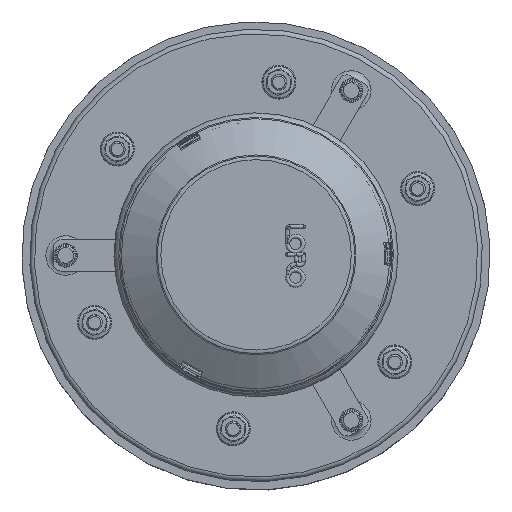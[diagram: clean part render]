
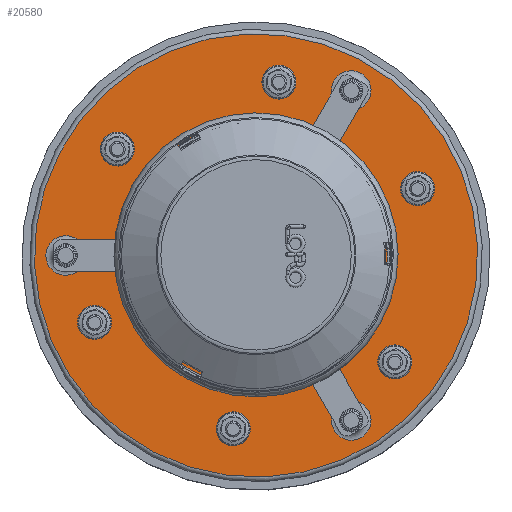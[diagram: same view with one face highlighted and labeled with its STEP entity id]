
A CAD part, top view. The second image highlights one B-rep face of the part: STEP entity #20580.
In plain terms, the highlighted planar face has unit normal (0, 0, 1).
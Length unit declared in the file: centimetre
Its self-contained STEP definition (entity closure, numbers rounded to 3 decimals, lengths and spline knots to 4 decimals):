
#4011=FACE_BOUND('',#6017,.T.);
#4012=FACE_BOUND('',#6018,.T.);
#4013=FACE_BOUND('',#6019,.T.);
#4014=FACE_BOUND('',#6020,.T.);
#4015=FACE_BOUND('',#6021,.T.);
#4016=FACE_BOUND('',#6022,.T.);
#4017=FACE_BOUND('',#6023,.T.);
#4018=FACE_BOUND('',#6024,.T.);
#4019=FACE_BOUND('',#6025,.T.);
#4020=FACE_BOUND('',#6026,.T.);
#4668=FACE_OUTER_BOUND('',#6016,.T.);
#6016=EDGE_LOOP('',(#15376));
#6017=EDGE_LOOP('',(#15377));
#6018=EDGE_LOOP('',(#15378));
#6019=EDGE_LOOP('',(#15379));
#6020=EDGE_LOOP('',(#15380));
#6021=EDGE_LOOP('',(#15381));
#6022=EDGE_LOOP('',(#15382));
#6023=EDGE_LOOP('',(#15383));
#6024=EDGE_LOOP('',(#15384));
#6025=EDGE_LOOP('',(#15385));
#6026=EDGE_LOOP('',(#15386));
#7549=CIRCLE('',#22404,12.6615);
#7551=CIRCLE('',#22407,142.);
#7552=CIRCLE('',#22408,12.6615);
#7553=CIRCLE('',#22409,82.);
#7554=CIRCLE('',#22410,8.);
#7555=CIRCLE('',#22411,8.);
#7556=CIRCLE('',#22412,8.);
#7557=CIRCLE('',#22413,8.);
#7558=CIRCLE('',#22414,8.);
#7559=CIRCLE('',#22415,8.);
#7560=CIRCLE('',#22416,12.6615);
#9008=VERTEX_POINT('',#33566);
#9009=VERTEX_POINT('',#33571);
#9010=VERTEX_POINT('',#33573);
#9011=VERTEX_POINT('',#33575);
#9012=VERTEX_POINT('',#33577);
#9013=VERTEX_POINT('',#33579);
#9014=VERTEX_POINT('',#33581);
#9015=VERTEX_POINT('',#33583);
#9016=VERTEX_POINT('',#33585);
#9017=VERTEX_POINT('',#33587);
#9018=VERTEX_POINT('',#33589);
#11306=EDGE_CURVE('',#9008,#9008,#7549,.T.);
#11308=EDGE_CURVE('',#9009,#9009,#7551,.T.);
#11309=EDGE_CURVE('',#9010,#9010,#7552,.T.);
#11310=EDGE_CURVE('',#9011,#9011,#7553,.T.);
#11311=EDGE_CURVE('',#9012,#9012,#7554,.T.);
#11312=EDGE_CURVE('',#9013,#9013,#7555,.T.);
#11313=EDGE_CURVE('',#9014,#9014,#7556,.T.);
#11314=EDGE_CURVE('',#9015,#9015,#7557,.T.);
#11315=EDGE_CURVE('',#9016,#9016,#7558,.T.);
#11316=EDGE_CURVE('',#9017,#9017,#7559,.T.);
#11317=EDGE_CURVE('',#9018,#9018,#7560,.T.);
#15376=ORIENTED_EDGE('',*,*,#11308,.F.);
#15377=ORIENTED_EDGE('',*,*,#11309,.F.);
#15378=ORIENTED_EDGE('',*,*,#11310,.T.);
#15379=ORIENTED_EDGE('',*,*,#11311,.T.);
#15380=ORIENTED_EDGE('',*,*,#11312,.T.);
#15381=ORIENTED_EDGE('',*,*,#11313,.T.);
#15382=ORIENTED_EDGE('',*,*,#11314,.T.);
#15383=ORIENTED_EDGE('',*,*,#11315,.T.);
#15384=ORIENTED_EDGE('',*,*,#11316,.T.);
#15385=ORIENTED_EDGE('',*,*,#11317,.F.);
#15386=ORIENTED_EDGE('',*,*,#11306,.F.);
#19679=PLANE('',#22406);
#20580=ADVANCED_FACE('',(#4668,#4011,#4012,#4013,#4014,#4015,#4016,#4017,
#4018,#4019,#4020),#19679,.T.);
#22404=AXIS2_PLACEMENT_3D('',#33568,#26370,#26371);
#22406=AXIS2_PLACEMENT_3D('',#33570,#26374,#26375);
#22407=AXIS2_PLACEMENT_3D('',#33572,#26376,#26377);
#22408=AXIS2_PLACEMENT_3D('',#33574,#26378,#26379);
#22409=AXIS2_PLACEMENT_3D('',#33576,#26380,#26381);
#22410=AXIS2_PLACEMENT_3D('',#33578,#26382,#26383);
#22411=AXIS2_PLACEMENT_3D('',#33580,#26384,#26385);
#22412=AXIS2_PLACEMENT_3D('',#33582,#26386,#26387);
#22413=AXIS2_PLACEMENT_3D('',#33584,#26388,#26389);
#22414=AXIS2_PLACEMENT_3D('',#33586,#26390,#26391);
#22415=AXIS2_PLACEMENT_3D('',#33588,#26392,#26393);
#22416=AXIS2_PLACEMENT_3D('',#33590,#26394,#26395);
#26370=DIRECTION('center_axis',(0.,0.,1.));
#26371=DIRECTION('ref_axis',(-0.609,0.793,0.));
#26374=DIRECTION('center_axis',(0.,0.,1.));
#26375=DIRECTION('ref_axis',(0.,-1.,0.));
#26376=DIRECTION('center_axis',(0.,0.,-1.));
#26377=DIRECTION('ref_axis',(1.,0.,0.));
#26378=DIRECTION('center_axis',(0.,0.,1.));
#26379=DIRECTION('ref_axis',(-0.383,-0.924,0.));
#26380=DIRECTION('center_axis',(0.,0.,-1.));
#26381=DIRECTION('ref_axis',(1.,0.,0.));
#26382=DIRECTION('center_axis',(0.,0.,-1.));
#26383=DIRECTION('ref_axis',(-1.,0.,0.));
#26384=DIRECTION('center_axis',(0.,0.,-1.));
#26385=DIRECTION('ref_axis',(-1.,0.,0.));
#26386=DIRECTION('center_axis',(0.,0.,-1.));
#26387=DIRECTION('ref_axis',(-1.,0.,0.));
#26388=DIRECTION('center_axis',(0.,0.,-1.));
#26389=DIRECTION('ref_axis',(-1.,0.,0.));
#26390=DIRECTION('center_axis',(0.,0.,-1.));
#26391=DIRECTION('ref_axis',(1.,0.,0.));
#26392=DIRECTION('center_axis',(0.,0.,-1.));
#26393=DIRECTION('ref_axis',(-1.,0.,0.));
#26394=DIRECTION('center_axis',(0.,0.,1.));
#26395=DIRECTION('ref_axis',(0.991,0.131,0.));
#33566=CARTESIAN_POINT('',(3394.4351,2801.9356,6.));
#33568=CARTESIAN_POINT('Origin',(3394.4351,2814.5971,6.));
#33570=CARTESIAN_POINT('Origin',(3349.2242,2888.866,6.));
#33571=CARTESIAN_POINT('',(3491.2242,2746.866,6.));
#33572=CARTESIAN_POINT('Origin',(3491.2242,2888.866,6.));
#33573=CARTESIAN_POINT('',(3603.9375,2829.5171,6.));
#33574=CARTESIAN_POINT('Origin',(3603.9375,2842.1786,6.));
#33575=CARTESIAN_POINT('',(3491.2242,2806.866,6.));
#33576=CARTESIAN_POINT('Origin',(3491.2242,2888.866,6.));
#33577=CARTESIAN_POINT('',(3555.2242,2985.8609,6.));
#33578=CARTESIAN_POINT('Origin',(3547.2242,2985.8609,6.));
#33579=CARTESIAN_POINT('',(3443.2242,2985.8609,6.));
#33580=CARTESIAN_POINT('Origin',(3435.2242,2985.8609,6.));
#33581=CARTESIAN_POINT('',(3555.2242,2791.8712,6.));
#33582=CARTESIAN_POINT('Origin',(3547.2242,2791.8712,6.));
#33583=CARTESIAN_POINT('',(3443.2242,2791.8712,6.));
#33584=CARTESIAN_POINT('Origin',(3435.2242,2791.8712,6.));
#33585=CARTESIAN_POINT('',(3371.2242,2888.866,6.));
#33586=CARTESIAN_POINT('Origin',(3379.2242,2888.866,6.));
#33587=CARTESIAN_POINT('',(3611.2242,2888.866,6.));
#33588=CARTESIAN_POINT('Origin',(3603.2242,2888.866,6.));
#33589=CARTESIAN_POINT('',(3475.3,2997.1608,6.));
#33590=CARTESIAN_POINT('Origin',(3475.3,3009.8223,6.));
